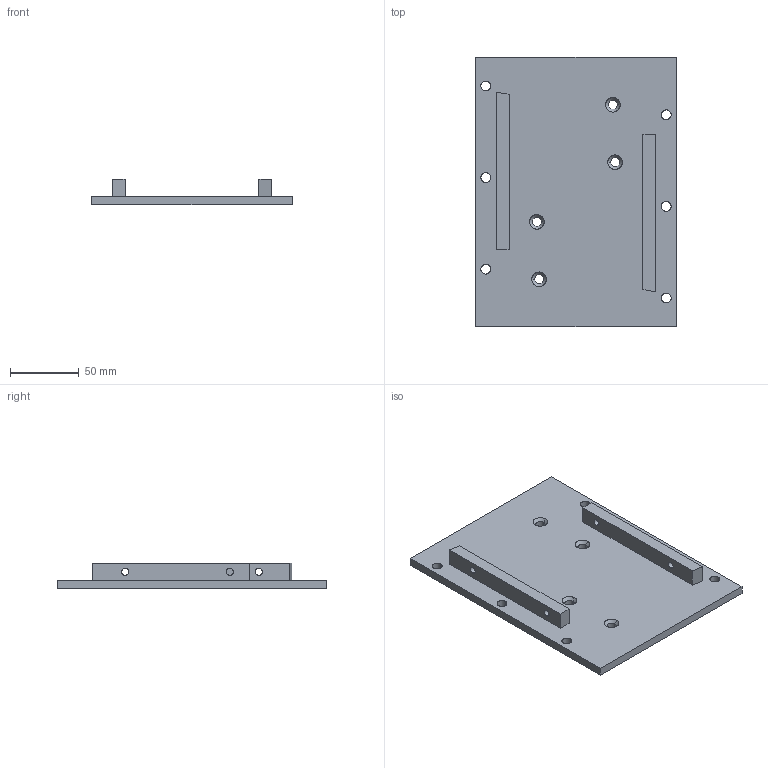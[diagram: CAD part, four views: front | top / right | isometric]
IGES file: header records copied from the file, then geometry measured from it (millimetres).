
Start section: SolidWorks IGES file using analytic representation for surfaces
Global section: file name: D1101600-v2.IGS; native system: SolidWorks 2012; preprocessor: SolidWorks 2012; author: tnguyen; date: 120330.084327; units: inch
Bounding box: 145.64 x 196.04 x 18.8 mm (x, y, z)
Surface area: 68390 mm2 (no closed solid volume)
Topology: 0 solids, 0 shells, 52 faces, 1112 edges, 1112 vertices
Faces by surface type: revolution 36, bspline 16
